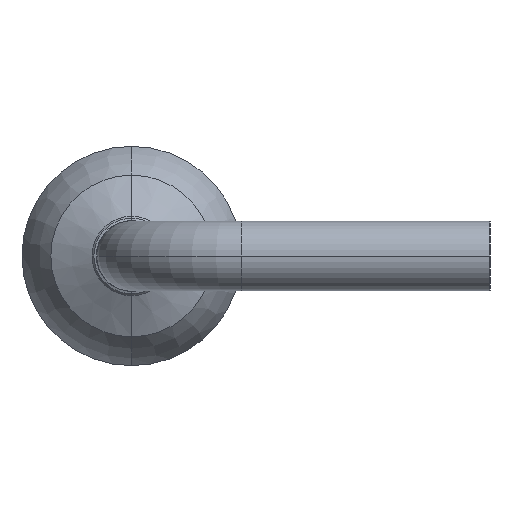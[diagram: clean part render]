
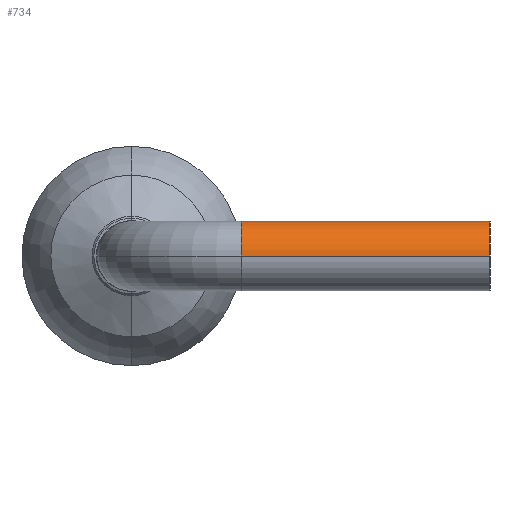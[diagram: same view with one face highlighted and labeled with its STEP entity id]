
A CAD part, left-side view. The second image highlights one B-rep face of the part: STEP entity #734.
In plain terms, the highlighted cylindrical face has radius 0.238 mm (diameter 0.477 mm), a partial arc.
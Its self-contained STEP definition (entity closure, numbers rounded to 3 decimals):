
#30 = CARTESIAN_POINT ( 'NONE',  ( -2.778, -0.75, 0. ) ) ;
#32 = VECTOR ( 'NONE', #803, 1000. ) ;
#143 = DIRECTION ( 'NONE',  ( 0., -1., 0. ) ) ;
#225 = CARTESIAN_POINT ( 'NONE',  ( -2.54, -2.45, 0. ) ) ;
#256 = AXIS2_PLACEMENT_3D ( 'NONE', #504, #1215, #895 ) ;
#258 = EDGE_CURVE ( 'NONE', #532, #536, #824, .T. ) ;
#278 = ORIENTED_EDGE ( 'NONE', *, *, #471, .T. ) ;
#314 = LINE ( 'NONE', #1049, #32 ) ;
#343 = ORIENTED_EDGE ( 'NONE', *, *, #395, .F. ) ;
#395 = EDGE_CURVE ( 'NONE', #697, #466, #314, .T. ) ;
#466 = VERTEX_POINT ( 'NONE', #1340 ) ;
#471 = EDGE_CURVE ( 'NONE', #697, #532, #1533, .T. ) ;
#504 = CARTESIAN_POINT ( 'NONE',  ( -2.54, -0.75, 0. ) ) ;
#532 = VERTEX_POINT ( 'NONE', #30 ) ;
#536 = VERTEX_POINT ( 'NONE', #1240 ) ;
#544 = CIRCLE ( 'NONE', #1425, 0.238 ) ;
#569 = ORIENTED_EDGE ( 'NONE', *, *, #258, .T. ) ;
#578 = VECTOR ( 'NONE', #143, 1000. ) ;
#658 = EDGE_CURVE ( 'NONE', #466, #536, #544, .T. ) ;
#665 = CARTESIAN_POINT ( 'NONE',  ( -2.302, -0.75, 0. ) ) ;
#697 = VERTEX_POINT ( 'NONE', #665 ) ;
#734 = ADVANCED_FACE ( 'NONE', ( #930 ), #1386, .T. ) ;
#803 = DIRECTION ( 'NONE',  ( 0., -1., 0. ) ) ;
#804 = DIRECTION ( 'NONE',  ( 0., -1., 0. ) ) ;
#824 = LINE ( 'NONE', #870, #578 ) ;
#847 = CARTESIAN_POINT ( 'NONE',  ( -2.54, -0.75, 0. ) ) ;
#870 = CARTESIAN_POINT ( 'NONE',  ( -2.778, -0.75, 0. ) ) ;
#895 = DIRECTION ( 'NONE',  ( 0., 0., -1. ) ) ;
#930 = FACE_OUTER_BOUND ( 'NONE', #1056, .T. ) ;
#959 = AXIS2_PLACEMENT_3D ( 'NONE', #847, #1325, #1302 ) ;
#1049 = CARTESIAN_POINT ( 'NONE',  ( -2.302, -0.75, 0. ) ) ;
#1056 = EDGE_LOOP ( 'NONE', ( #278, #569, #1108, #343 ) ) ;
#1108 = ORIENTED_EDGE ( 'NONE', *, *, #658, .F. ) ;
#1215 = DIRECTION ( 'NONE',  ( 0., -1., 0. ) ) ;
#1240 = CARTESIAN_POINT ( 'NONE',  ( -2.778, -2.45, 0. ) ) ;
#1302 = DIRECTION ( 'NONE',  ( 1., 0., 0. ) ) ;
#1325 = DIRECTION ( 'NONE',  ( 0., -1., 0. ) ) ;
#1340 = CARTESIAN_POINT ( 'NONE',  ( -2.302, -2.45, 0. ) ) ;
#1386 = CYLINDRICAL_SURFACE ( 'NONE', #959, 0.238 ) ;
#1411 = DIRECTION ( 'NONE',  ( 0., 0., -1. ) ) ;
#1425 = AXIS2_PLACEMENT_3D ( 'NONE', #225, #804, #1411 ) ;
#1533 = CIRCLE ( 'NONE', #256, 0.238 ) ;
